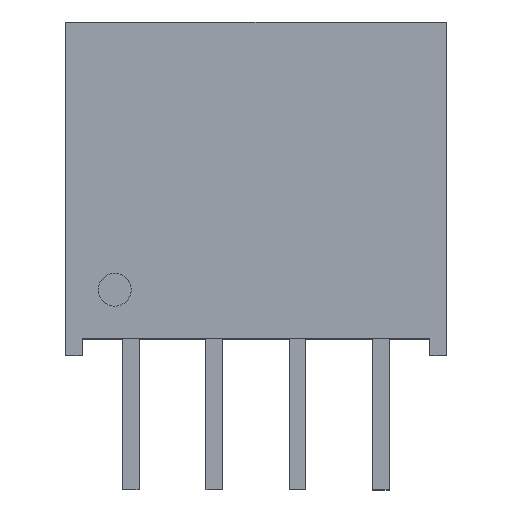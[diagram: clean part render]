
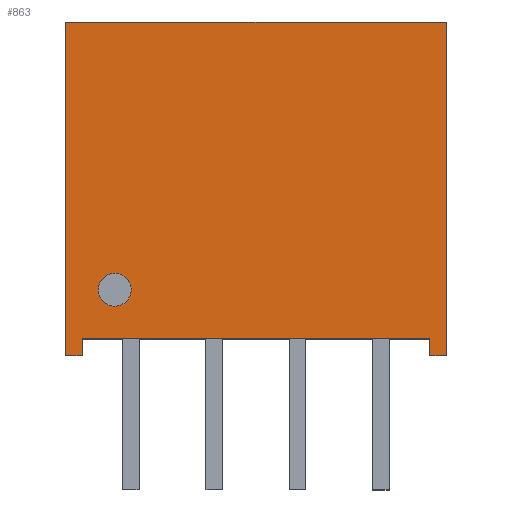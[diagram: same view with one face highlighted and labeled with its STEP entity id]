
A CAD part, top view. The second image highlights one B-rep face of the part: STEP entity #863.
In plain terms, the highlighted planar face has unit normal (0, 0, 1).
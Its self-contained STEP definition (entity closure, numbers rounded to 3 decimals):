
#6 = DIRECTION ( 'NONE',  ( 0., 0., -1. ) ) ;
#13 = CARTESIAN_POINT ( 'NONE',  ( 5.804, -5.08, 2.997 ) ) ;
#21 = FACE_OUTER_BOUND ( 'NONE', #912, .T. ) ;
#34 = CARTESIAN_POINT ( 'NONE',  ( 5.804, 5.08, 2.997 ) ) ;
#42 = DIRECTION ( 'NONE',  ( 1., 0., 0. ) ) ;
#48 = VERTEX_POINT ( 'NONE', #775 ) ;
#56 = CARTESIAN_POINT ( 'NONE',  ( -4.304, -3.08, 2.997 ) ) ;
#75 = VERTEX_POINT ( 'NONE', #433 ) ;
#86 = CARTESIAN_POINT ( 'NONE',  ( 5.296, -4.572, 2.997 ) ) ;
#116 = DIRECTION ( 'NONE',  ( 0., -1., 0. ) ) ;
#132 = EDGE_CURVE ( 'NONE', #75, #48, #215, .T. ) ;
#140 = DIRECTION ( 'NONE',  ( -1., 0., 0. ) ) ;
#159 = LINE ( 'NONE', #34, #203 ) ;
#164 = CARTESIAN_POINT ( 'NONE',  ( -4.804, -3.08, 2.997 ) ) ;
#168 = EDGE_CURVE ( 'NONE', #1224, #1383, #1459, .T. ) ;
#191 = CARTESIAN_POINT ( 'NONE',  ( 5.296, -4.572, 2.997 ) ) ;
#203 = VECTOR ( 'NONE', #578, 1000. ) ;
#215 = LINE ( 'NONE', #13, #1566 ) ;
#228 = LINE ( 'NONE', #1260, #874 ) ;
#233 = AXIS2_PLACEMENT_3D ( 'NONE', #1655, #6, #925 ) ;
#265 = EDGE_CURVE ( 'NONE', #1383, #1224, #1452, .T. ) ;
#318 = VERTEX_POINT ( 'NONE', #712 ) ;
#332 = CARTESIAN_POINT ( 'NONE',  ( -4.304, -3.08, 2.997 ) ) ;
#333 = VERTEX_POINT ( 'NONE', #717 ) ;
#349 = CARTESIAN_POINT ( 'NONE',  ( 5.804, 5.08, 2.997 ) ) ;
#377 = AXIS2_PLACEMENT_3D ( 'NONE', #332, #1473, #468 ) ;
#380 = EDGE_CURVE ( 'NONE', #318, #811, #899, .T. ) ;
#410 = DIRECTION ( 'NONE',  ( 1., 0., 0. ) ) ;
#429 = LINE ( 'NONE', #191, #1077 ) ;
#433 = CARTESIAN_POINT ( 'NONE',  ( 5.296, -5.08, 2.997 ) ) ;
#442 = EDGE_CURVE ( 'NONE', #48, #642, #159, .T. ) ;
#468 = DIRECTION ( 'NONE',  ( 1., 0., 0. ) ) ;
#522 = CARTESIAN_POINT ( 'NONE',  ( 5.296, -5.08, 2.997 ) ) ;
#538 = ORIENTED_EDGE ( 'NONE', *, *, #1535, .T. ) ;
#541 = CARTESIAN_POINT ( 'NONE',  ( -5.804, 5.08, 2.997 ) ) ;
#556 = VERTEX_POINT ( 'NONE', #836 ) ;
#571 = VECTOR ( 'NONE', #1073, 1000. ) ;
#578 = DIRECTION ( 'NONE',  ( 0., 1., 0. ) ) ;
#595 = ORIENTED_EDGE ( 'NONE', *, *, #1326, .T. ) ;
#642 = VERTEX_POINT ( 'NONE', #349 ) ;
#689 = ORIENTED_EDGE ( 'NONE', *, *, #168, .F. ) ;
#712 = CARTESIAN_POINT ( 'NONE',  ( -5.296, -5.08, 2.997 ) ) ;
#717 = CARTESIAN_POINT ( 'NONE',  ( -5.804, 5.08, 2.997 ) ) ;
#729 = EDGE_LOOP ( 'NONE', ( #1424, #689 ) ) ;
#732 = EDGE_CURVE ( 'NONE', #1012, #75, #1316, .T. ) ;
#765 = ORIENTED_EDGE ( 'NONE', *, *, #442, .T. ) ;
#775 = CARTESIAN_POINT ( 'NONE',  ( 5.804, -5.08, 2.997 ) ) ;
#790 = DIRECTION ( 'NONE',  ( 1., 0., 0. ) ) ;
#811 = VERTEX_POINT ( 'NONE', #1651 ) ;
#836 = CARTESIAN_POINT ( 'NONE',  ( -5.804, -5.08, 2.997 ) ) ;
#859 = EDGE_CURVE ( 'NONE', #642, #333, #1362, .T. ) ;
#863 = ADVANCED_FACE ( 'NONE', ( #947, #21 ), #922, .F. ) ;
#874 = VECTOR ( 'NONE', #1372, 1000. ) ;
#899 = LINE ( 'NONE', #1430, #571 ) ;
#912 = EDGE_LOOP ( 'NONE', ( #929, #1544, #595, #981, #1421, #765, #1441, #538 ) ) ;
#917 = CARTESIAN_POINT ( 'NONE',  ( -3.804, -3.08, 2.997 ) ) ;
#918 = VECTOR ( 'NONE', #116, 1000. ) ;
#922 = PLANE ( 'NONE',  #233 ) ;
#925 = DIRECTION ( 'NONE',  ( -1., 0., 0. ) ) ;
#929 = ORIENTED_EDGE ( 'NONE', *, *, #1333, .T. ) ;
#947 = FACE_BOUND ( 'NONE', #729, .T. ) ;
#974 = DIRECTION ( 'NONE',  ( 0., 0., 1. ) ) ;
#981 = ORIENTED_EDGE ( 'NONE', *, *, #732, .T. ) ;
#1012 = VERTEX_POINT ( 'NONE', #86 ) ;
#1032 = VECTOR ( 'NONE', #410, 1000. ) ;
#1073 = DIRECTION ( 'NONE',  ( 0., 1., 0. ) ) ;
#1077 = VECTOR ( 'NONE', #790, 1000. ) ;
#1189 = VECTOR ( 'NONE', #140, 1000. ) ;
#1213 = CARTESIAN_POINT ( 'NONE',  ( -5.296, -5.08, 2.997 ) ) ;
#1224 = VERTEX_POINT ( 'NONE', #164 ) ;
#1260 = CARTESIAN_POINT ( 'NONE',  ( -5.804, -5.08, 2.997 ) ) ;
#1301 = DIRECTION ( 'NONE',  ( 1., 0., 0. ) ) ;
#1316 = LINE ( 'NONE', #522, #918 ) ;
#1326 = EDGE_CURVE ( 'NONE', #811, #1012, #429, .T. ) ;
#1333 = EDGE_CURVE ( 'NONE', #556, #318, #1354, .T. ) ;
#1354 = LINE ( 'NONE', #1213, #1032 ) ;
#1362 = LINE ( 'NONE', #541, #1189 ) ;
#1372 = DIRECTION ( 'NONE',  ( 0., -1., 0. ) ) ;
#1383 = VERTEX_POINT ( 'NONE', #917 ) ;
#1421 = ORIENTED_EDGE ( 'NONE', *, *, #132, .T. ) ;
#1424 = ORIENTED_EDGE ( 'NONE', *, *, #265, .F. ) ;
#1430 = CARTESIAN_POINT ( 'NONE',  ( -5.296, -4.572, 2.997 ) ) ;
#1441 = ORIENTED_EDGE ( 'NONE', *, *, #859, .T. ) ;
#1452 = CIRCLE ( 'NONE', #1568, 0.5 ) ;
#1459 = CIRCLE ( 'NONE', #377, 0.5 ) ;
#1473 = DIRECTION ( 'NONE',  ( 0., 0., 1. ) ) ;
#1535 = EDGE_CURVE ( 'NONE', #333, #556, #228, .T. ) ;
#1544 = ORIENTED_EDGE ( 'NONE', *, *, #380, .T. ) ;
#1566 = VECTOR ( 'NONE', #1301, 1000. ) ;
#1568 = AXIS2_PLACEMENT_3D ( 'NONE', #56, #974, #42 ) ;
#1651 = CARTESIAN_POINT ( 'NONE',  ( -5.296, -4.572, 2.997 ) ) ;
#1655 = CARTESIAN_POINT ( 'NONE',  ( 0., 0., 2.997 ) ) ;
